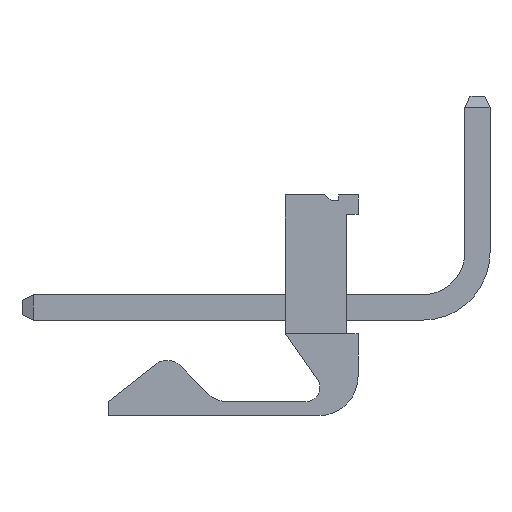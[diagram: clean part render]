
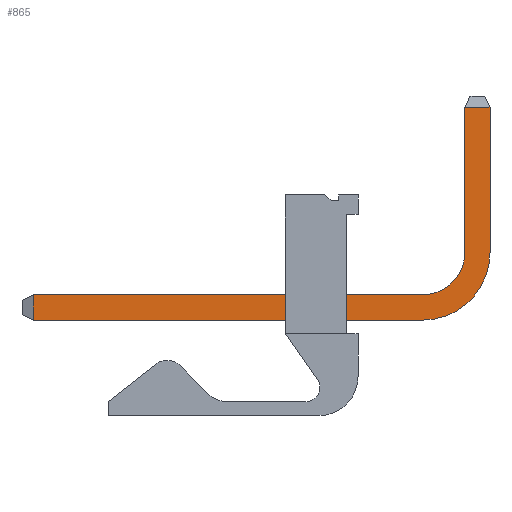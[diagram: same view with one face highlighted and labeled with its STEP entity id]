
A CAD part, left-side view. The second image highlights one B-rep face of the part: STEP entity #865.
In plain terms, the highlighted planar face has unit normal (-1, 0, 0).
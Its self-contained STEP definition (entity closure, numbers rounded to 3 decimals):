
#15 = CARTESIAN_POINT ( 'NONE',  ( -2.553, -6.744, 7.11 ) ) ;
#71 = ORIENTED_EDGE ( 'NONE', *, *, #713, .T. ) ;
#101 = VERTEX_POINT ( 'NONE', #2026 ) ;
#178 = EDGE_CURVE ( 'NONE', #1139, #1986, #1466, .T. ) ;
#180 = CARTESIAN_POINT ( 'NONE',  ( -2.553, -7.887, 7.11 ) ) ;
#225 = VERTEX_POINT ( 'NONE', #693 ) ;
#226 = VECTOR ( 'NONE', #985, 1000. ) ;
#290 = CARTESIAN_POINT ( 'NONE',  ( -2.553, -4.827, -2.534 ) ) ;
#316 = VECTOR ( 'NONE', #2102, 1000. ) ;
#324 = CARTESIAN_POINT ( 'NONE',  ( -2.553, -4.827, -1.391 ) ) ;
#414 = EDGE_CURVE ( 'NONE', #101, #1925, #1859, .T. ) ;
#440 = EDGE_CURVE ( 'NONE', #1299, #1485, #830, .T. ) ;
#465 = ORIENTED_EDGE ( 'NONE', *, *, #1805, .F. ) ;
#520 = CARTESIAN_POINT ( 'NONE',  ( -2.553, 12.83, -2.534 ) ) ;
#549 = EDGE_CURVE ( 'NONE', #1876, #1139, #1438, .T. ) ;
#585 = EDGE_CURVE ( 'NONE', #1876, #225, #1622, .T. ) ;
#597 = ORIENTED_EDGE ( 'NONE', *, *, #440, .T. ) ;
#600 = CARTESIAN_POINT ( 'NONE',  ( -2.553, -7.887, 0.526 ) ) ;
#650 = DIRECTION ( 'NONE',  ( 0., 0., 1. ) ) ;
#663 = AXIS2_PLACEMENT_3D ( 'NONE', #1560, #995, #2450 ) ;
#693 = CARTESIAN_POINT ( 'NONE',  ( -2.553, 12.83, -1.391 ) ) ;
#701 = DIRECTION ( 'NONE',  ( 0., 0., 1. ) ) ;
#713 = EDGE_CURVE ( 'NONE', #1485, #1986, #1446, .T. ) ;
#773 = ORIENTED_EDGE ( 'NONE', *, *, #414, .F. ) ;
#830 = LINE ( 'NONE', #600, #316 ) ;
#854 = VECTOR ( 'NONE', #650, 1000. ) ;
#862 = CARTESIAN_POINT ( 'NONE',  ( -2.553, -6.744, 0.526 ) ) ;
#865 = ADVANCED_FACE ( 'NONE', ( #2140 ), #2339, .T. ) ;
#985 = DIRECTION ( 'NONE',  ( 0., 1., 0. ) ) ;
#995 = DIRECTION ( 'NONE',  ( -1., 0., 0. ) ) ;
#999 = DIRECTION ( 'NONE',  ( 0., 1., 0. ) ) ;
#1032 = CARTESIAN_POINT ( 'NONE',  ( -2.553, -6.744, 0.526 ) ) ;
#1059 = EDGE_CURVE ( 'NONE', #101, #1299, #1528, .T. ) ;
#1086 = VECTOR ( 'NONE', #701, 1000. ) ;
#1089 = DIRECTION ( 'NONE',  ( 0., 0., 1. ) ) ;
#1139 = VERTEX_POINT ( 'NONE', #1032 ) ;
#1299 = VERTEX_POINT ( 'NONE', #1726 ) ;
#1352 = VECTOR ( 'NONE', #999, 1000. ) ;
#1361 = ORIENTED_EDGE ( 'NONE', *, *, #178, .F. ) ;
#1367 = CARTESIAN_POINT ( 'NONE',  ( -2.553, -4.827, -2.534 ) ) ;
#1438 = CIRCLE ( 'NONE', #2228, 1.916 ) ;
#1446 = LINE ( 'NONE', #180, #226 ) ;
#1451 = DIRECTION ( 'NONE',  ( 0., 0., 1. ) ) ;
#1466 = LINE ( 'NONE', #862, #854 ) ;
#1485 = VERTEX_POINT ( 'NONE', #1556 ) ;
#1496 = CARTESIAN_POINT ( 'NONE',  ( -2.553, -4.827, -1.391 ) ) ;
#1528 = CIRCLE ( 'NONE', #663, 3.059 ) ;
#1556 = CARTESIAN_POINT ( 'NONE',  ( -2.553, -7.887, 7.11 ) ) ;
#1560 = CARTESIAN_POINT ( 'NONE',  ( -2.553, -4.827, 0.526 ) ) ;
#1569 = LINE ( 'NONE', #520, #1086 ) ;
#1617 = DIRECTION ( 'NONE',  ( -1., 0., 0. ) ) ;
#1622 = LINE ( 'NONE', #324, #2259 ) ;
#1637 = EDGE_LOOP ( 'NONE', ( #465, #773, #2276, #597, #71, #1361, #1974, #1745 ) ) ;
#1646 = DIRECTION ( 'NONE',  ( 0., 1., 0. ) ) ;
#1726 = CARTESIAN_POINT ( 'NONE',  ( -2.553, -7.887, 0.526 ) ) ;
#1745 = ORIENTED_EDGE ( 'NONE', *, *, #585, .T. ) ;
#1805 = EDGE_CURVE ( 'NONE', #1925, #225, #1569, .T. ) ;
#1845 = CARTESIAN_POINT ( 'NONE',  ( -2.553, -4.827, 0.526 ) ) ;
#1859 = LINE ( 'NONE', #1367, #1352 ) ;
#1876 = VERTEX_POINT ( 'NONE', #1496 ) ;
#1925 = VERTEX_POINT ( 'NONE', #2099 ) ;
#1974 = ORIENTED_EDGE ( 'NONE', *, *, #549, .F. ) ;
#1986 = VERTEX_POINT ( 'NONE', #15 ) ;
#2021 = DIRECTION ( 'NONE',  ( -1., 0., 0. ) ) ;
#2026 = CARTESIAN_POINT ( 'NONE',  ( -2.553, -4.827, -2.534 ) ) ;
#2099 = CARTESIAN_POINT ( 'NONE',  ( -2.553, 12.83, -2.534 ) ) ;
#2102 = DIRECTION ( 'NONE',  ( 0., 0., 1. ) ) ;
#2140 = FACE_OUTER_BOUND ( 'NONE', #1637, .T. ) ;
#2197 = AXIS2_PLACEMENT_3D ( 'NONE', #290, #1617, #1089 ) ;
#2228 = AXIS2_PLACEMENT_3D ( 'NONE', #1845, #2021, #1451 ) ;
#2259 = VECTOR ( 'NONE', #1646, 1000. ) ;
#2276 = ORIENTED_EDGE ( 'NONE', *, *, #1059, .T. ) ;
#2339 = PLANE ( 'NONE',  #2197 ) ;
#2450 = DIRECTION ( 'NONE',  ( 0., 0., 1. ) ) ;
